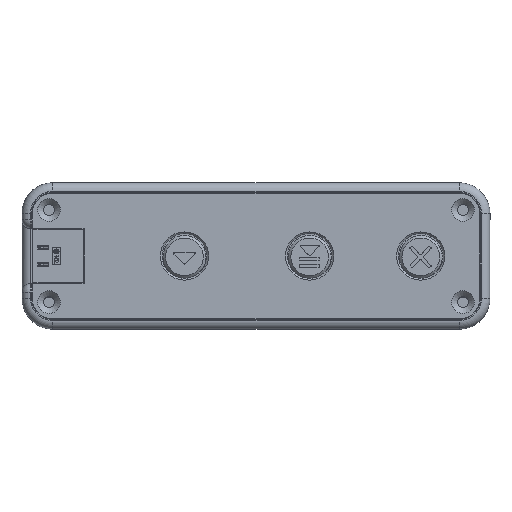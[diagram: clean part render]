
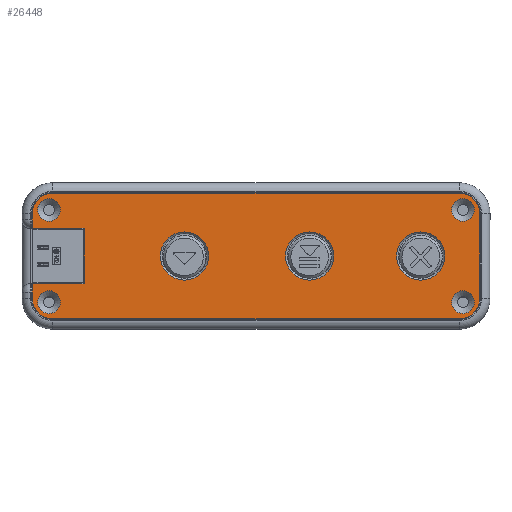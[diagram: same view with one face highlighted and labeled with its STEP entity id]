
A CAD part, top view. The second image highlights one B-rep face of the part: STEP entity #26448.
In plain terms, the highlighted planar face has unit normal (0, 0, 1).
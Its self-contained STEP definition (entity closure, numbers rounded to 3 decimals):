
#2110=FACE_BOUND('',#5483,.T.);
#2111=FACE_BOUND('',#5484,.T.);
#2112=FACE_BOUND('',#5485,.T.);
#2113=FACE_BOUND('',#5486,.T.);
#2114=FACE_BOUND('',#5487,.T.);
#2115=FACE_BOUND('',#5488,.T.);
#2116=FACE_BOUND('',#5489,.T.);
#2631=CIRCLE('',#28532,6.);
#2632=CIRCLE('',#28536,3.36);
#2633=CIRCLE('',#28538,3.36);
#2634=CIRCLE('',#28540,6.);
#2635=CIRCLE('',#28548,6.);
#2636=CIRCLE('',#28549,6.);
#2637=CIRCLE('',#28550,7.05);
#2638=CIRCLE('',#28551,7.05);
#2639=CIRCLE('',#28552,7.05);
#2640=CIRCLE('',#28553,3.36);
#2641=CIRCLE('',#28554,3.36);
#3963=FACE_OUTER_BOUND('',#5482,.T.);
#5482=EDGE_LOOP('',(#22639,#22640,#22641,#22642,#22643,#22644,#22645,#22646,
#22647,#22648,#22649,#22650,#22651));
#5483=EDGE_LOOP('',(#22652));
#5484=EDGE_LOOP('',(#22653));
#5485=EDGE_LOOP('',(#22654));
#5486=EDGE_LOOP('',(#22655));
#5487=EDGE_LOOP('',(#22656));
#5488=EDGE_LOOP('',(#22657));
#5489=EDGE_LOOP('',(#22658));
#7833=LINE('',#51111,#10404);
#7836=LINE('',#51116,#10407);
#7837=LINE('',#51119,#10408);
#7863=LINE('',#51204,#10434);
#7872=LINE('',#51228,#10443);
#7873=LINE('',#51231,#10444);
#7875=LINE('',#51234,#10446);
#7876=LINE('',#51239,#10447);
#7877=LINE('',#51242,#10448);
#10404=VECTOR('',#34071,1000.);
#10407=VECTOR('',#34076,10.);
#10408=VECTOR('',#34079,10.);
#10434=VECTOR('',#34165,1000.);
#10443=VECTOR('',#34196,1000.);
#10444=VECTOR('',#34199,10.);
#10446=VECTOR('',#34203,10.);
#10447=VECTOR('',#34208,1000.);
#10448=VECTOR('',#34211,1000.);
#12838=VERTEX_POINT('',#51108);
#12839=VERTEX_POINT('',#51110);
#12840=VERTEX_POINT('',#51114);
#12841=VERTEX_POINT('',#51118);
#12868=VERTEX_POINT('',#51196);
#12869=VERTEX_POINT('',#51198);
#12870=VERTEX_POINT('',#51202);
#12871=VERTEX_POINT('',#51208);
#12872=VERTEX_POINT('',#51212);
#12873=VERTEX_POINT('',#51224);
#12874=VERTEX_POINT('',#51226);
#12875=VERTEX_POINT('',#51230);
#12876=VERTEX_POINT('',#51236);
#12877=VERTEX_POINT('',#51238);
#12878=VERTEX_POINT('',#51240);
#12879=VERTEX_POINT('',#51243);
#12880=VERTEX_POINT('',#51245);
#12881=VERTEX_POINT('',#51247);
#12882=VERTEX_POINT('',#51249);
#12883=VERTEX_POINT('',#51251);
#16167=EDGE_CURVE('',#12838,#12839,#7833,.T.);
#16170=EDGE_CURVE('',#12840,#12838,#7836,.T.);
#16171=EDGE_CURVE('',#12841,#12840,#7837,.T.);
#16211=EDGE_CURVE('',#12869,#12868,#2631,.T.);
#16214=EDGE_CURVE('',#12870,#12868,#7863,.T.);
#16217=EDGE_CURVE('',#12871,#12871,#2632,.T.);
#16219=EDGE_CURVE('',#12872,#12872,#2633,.T.);
#16220=EDGE_CURVE('',#12870,#12839,#2634,.T.);
#16226=EDGE_CURVE('',#12873,#12874,#7872,.T.);
#16227=EDGE_CURVE('',#12875,#12873,#7873,.T.);
#16229=EDGE_CURVE('',#12841,#12875,#7875,.T.);
#16230=EDGE_CURVE('',#12876,#12874,#2635,.T.);
#16231=EDGE_CURVE('',#12876,#12877,#7876,.T.);
#16232=EDGE_CURVE('',#12878,#12877,#2636,.T.);
#16233=EDGE_CURVE('',#12869,#12878,#7877,.T.);
#16234=EDGE_CURVE('',#12879,#12879,#2637,.F.);
#16235=EDGE_CURVE('',#12880,#12880,#2638,.F.);
#16236=EDGE_CURVE('',#12881,#12881,#2639,.F.);
#16237=EDGE_CURVE('',#12882,#12882,#2640,.T.);
#16238=EDGE_CURVE('',#12883,#12883,#2641,.T.);
#22639=ORIENTED_EDGE('',*,*,#16229,.T.);
#22640=ORIENTED_EDGE('',*,*,#16227,.T.);
#22641=ORIENTED_EDGE('',*,*,#16226,.T.);
#22642=ORIENTED_EDGE('',*,*,#16230,.F.);
#22643=ORIENTED_EDGE('',*,*,#16231,.T.);
#22644=ORIENTED_EDGE('',*,*,#16232,.F.);
#22645=ORIENTED_EDGE('',*,*,#16233,.F.);
#22646=ORIENTED_EDGE('',*,*,#16211,.T.);
#22647=ORIENTED_EDGE('',*,*,#16214,.F.);
#22648=ORIENTED_EDGE('',*,*,#16220,.T.);
#22649=ORIENTED_EDGE('',*,*,#16167,.F.);
#22650=ORIENTED_EDGE('',*,*,#16170,.F.);
#22651=ORIENTED_EDGE('',*,*,#16171,.F.);
#22652=ORIENTED_EDGE('',*,*,#16234,.F.);
#22653=ORIENTED_EDGE('',*,*,#16235,.F.);
#22654=ORIENTED_EDGE('',*,*,#16217,.F.);
#22655=ORIENTED_EDGE('',*,*,#16219,.F.);
#22656=ORIENTED_EDGE('',*,*,#16236,.T.);
#22657=ORIENTED_EDGE('',*,*,#16237,.T.);
#22658=ORIENTED_EDGE('',*,*,#16238,.T.);
#25240=PLANE('',#28547);
#26448=ADVANCED_FACE('',(#3963,#2110,#2111,#2112,#2113,#2114,#2115,#2116),
#25240,.T.);
#28532=AXIS2_PLACEMENT_3D('',#51199,#34159,#34160);
#28536=AXIS2_PLACEMENT_3D('',#51210,#34172,#34173);
#28538=AXIS2_PLACEMENT_3D('',#51214,#34177,#34178);
#28540=AXIS2_PLACEMENT_3D('',#51216,#34181,#34182);
#28547=AXIS2_PLACEMENT_3D('',#51235,#34204,#34205);
#28548=AXIS2_PLACEMENT_3D('',#51237,#34206,#34207);
#28549=AXIS2_PLACEMENT_3D('',#51241,#34209,#34210);
#28550=AXIS2_PLACEMENT_3D('',#51244,#34212,#34213);
#28551=AXIS2_PLACEMENT_3D('',#51246,#34214,#34215);
#28552=AXIS2_PLACEMENT_3D('',#51248,#34216,#34217);
#28553=AXIS2_PLACEMENT_3D('',#51250,#34218,#34219);
#28554=AXIS2_PLACEMENT_3D('',#51252,#34220,#34221);
#34071=DIRECTION('',(-1.,0.,0.));
#34076=DIRECTION('',(0.,-1.,0.));
#34079=DIRECTION('',(-1.,0.,0.));
#34159=DIRECTION('center_axis',(0.,0.,
1.));
#34160=DIRECTION('ref_axis',(-0.707,0.707,0.));
#34165=DIRECTION('',(0.,1.,0.));
#34172=DIRECTION('center_axis',(0.,0.,
1.));
#34173=DIRECTION('ref_axis',(1.,0.,0.));
#34177=DIRECTION('center_axis',(0.,0.,
1.));
#34178=DIRECTION('ref_axis',(1.,0.,0.));
#34181=DIRECTION('center_axis',(0.,0.,
1.));
#34182=DIRECTION('ref_axis',(-0.707,-0.707,0.));
#34196=DIRECTION('',(1.,0.,0.));
#34199=DIRECTION('',(0.,-1.,0.));
#34203=DIRECTION('',(1.,0.,0.));
#34204=DIRECTION('center_axis',(0.,0.,1.));
#34205=DIRECTION('ref_axis',(0.,-1.,0.));
#34206=DIRECTION('center_axis',(0.,0.,
-1.));
#34207=DIRECTION('ref_axis',(0.707,-0.707,0.));
#34208=DIRECTION('',(0.,1.,0.));
#34209=DIRECTION('center_axis',(0.,0.,-1.));
#34210=DIRECTION('ref_axis',(0.707,0.707,0.));
#34211=DIRECTION('',(1.,0.,0.));
#34212=DIRECTION('center_axis',(0.,0.,
-1.));
#34213=DIRECTION('ref_axis',(-1.,0.,0.));
#34214=DIRECTION('center_axis',(0.,0.,
-1.));
#34215=DIRECTION('ref_axis',(-1.,0.,0.));
#34216=DIRECTION('center_axis',(0.,0.,1.));
#34217=DIRECTION('ref_axis',(1.,0.,0.));
#34218=DIRECTION('center_axis',(0.,0.,
-1.));
#34219=DIRECTION('ref_axis',(-1.,0.,0.));
#34220=DIRECTION('center_axis',(0.,0.,
-1.));
#34221=DIRECTION('ref_axis',(-1.,0.,0.));
#51108=CARTESIAN_POINT('',(114.443,-72.4,4.));
#51110=CARTESIAN_POINT('',(110.131,-72.4,4.));
#51111=CARTESIAN_POINT('',(164.631,-72.4,4.));
#51114=CARTESIAN_POINT('',(114.443,-57.259,4.));
#51116=CARTESIAN_POINT('',(114.443,-52.38,4.));
#51118=CARTESIAN_POINT('',(122.506,-57.259,4.));
#51119=CARTESIAN_POINT('',(167.444,-57.259,4.));
#51196=CARTESIAN_POINT('',(104.131,52.5,4.));
#51198=CARTESIAN_POINT('',(110.131,58.5,4.));
#51199=CARTESIAN_POINT('Origin',(110.131,52.5,4.));
#51202=CARTESIAN_POINT('',(104.131,-66.4,4.));
#51204=CARTESIAN_POINT('',(104.131,-16.4,4.));
#51208=CARTESIAN_POINT('',(112.391,53.6,4.));
#51210=CARTESIAN_POINT('Origin',(109.031,53.6,4.));
#51212=CARTESIAN_POINT('',(112.391,-67.5,4.));
#51214=CARTESIAN_POINT('Origin',(109.031,-67.5,4.));
#51216=CARTESIAN_POINT('Origin',(110.131,-66.4,4.));
#51224=CARTESIAN_POINT('',(130.57,-72.4,4.));
#51226=CARTESIAN_POINT('',(134.881,-72.4,4.));
#51228=CARTESIAN_POINT('',(80.381,-72.4,4.));
#51230=CARTESIAN_POINT('',(130.57,-57.259,4.));
#51231=CARTESIAN_POINT('',(130.57,-52.38,4.));
#51234=CARTESIAN_POINT('',(77.569,-57.259,4.));
#51235=CARTESIAN_POINT('Origin',(32.631,-47.5,4.));
#51236=CARTESIAN_POINT('',(140.881,-66.4,4.));
#51237=CARTESIAN_POINT('Origin',(134.881,-66.4,4.));
#51238=CARTESIAN_POINT('',(140.881,52.5,4.));
#51239=CARTESIAN_POINT('',(140.881,-16.4,4.));
#51240=CARTESIAN_POINT('',(134.881,58.5,4.));
#51241=CARTESIAN_POINT('Origin',(134.881,52.5,4.));
#51242=CARTESIAN_POINT('',(164.631,58.5,4.));
#51243=CARTESIAN_POINT('',(115.456,41.25,4.));
#51244=CARTESIAN_POINT('Origin',(122.506,41.25,4.));
#51245=CARTESIAN_POINT('',(115.456,8.75,4.));
#51246=CARTESIAN_POINT('Origin',(122.506,8.75,4.));
#51247=CARTESIAN_POINT('',(115.456,-27.875,4.));
#51248=CARTESIAN_POINT('Origin',(122.506,-27.875,4.));
#51249=CARTESIAN_POINT('',(132.621,-67.5,4.));
#51250=CARTESIAN_POINT('Origin',(135.981,-67.5,4.));
#51251=CARTESIAN_POINT('',(132.621,53.6,4.));
#51252=CARTESIAN_POINT('Origin',(135.981,53.6,4.));
